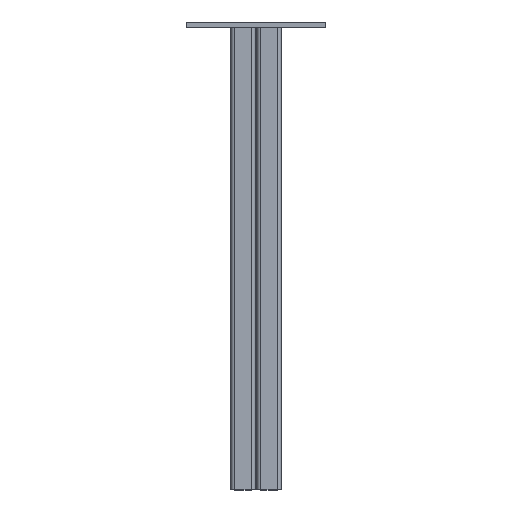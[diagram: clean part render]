
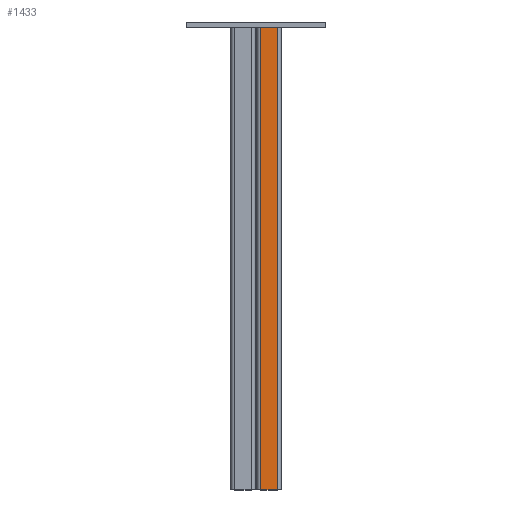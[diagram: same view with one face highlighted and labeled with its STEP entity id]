
A CAD part, top view. The second image highlights one B-rep face of the part: STEP entity #1433.
In plain terms, the highlighted planar face has unit normal (0, 0, 1).
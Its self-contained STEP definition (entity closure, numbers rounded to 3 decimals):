
#2 = DIRECTION ( 'NONE',  ( 1., 0., 0. ) ) ;
#6 = DIRECTION ( 'NONE',  ( 0., 0., -1. ) ) ;
#185 = ORIENTED_EDGE ( 'NONE', *, *, #7986, .F. ) ;
#360 = CARTESIAN_POINT ( 'NONE',  ( 1., -6., 24. ) ) ;
#1098 = VECTOR ( 'NONE', #1453, 1000. ) ;
#1433 = ADVANCED_FACE ( 'NONE', ( #4803 ), #2447, .F. ) ;
#1453 = DIRECTION ( 'NONE',  ( 0., -1., 0. ) ) ;
#1457 = CARTESIAN_POINT ( 'NONE',  ( 1., -501., 24. ) ) ;
#1691 = DIRECTION ( 'NONE',  ( 0., 1., 0. ) ) ;
#2093 = VECTOR ( 'NONE', #4906, 1000. ) ;
#2103 = VECTOR ( 'NONE', #2191, 1000. ) ;
#2191 = DIRECTION ( 'NONE',  ( 1., 0., 0. ) ) ;
#2447 = PLANE ( 'NONE',  #6380 ) ;
#2574 = EDGE_CURVE ( 'NONE', #3758, #8019, #4356, .T. ) ;
#3007 = LINE ( 'NONE', #6509, #1098 ) ;
#3324 = EDGE_CURVE ( 'NONE', #5660, #5016, #6527, .T. ) ;
#3758 = VERTEX_POINT ( 'NONE', #5413 ) ;
#3915 = LINE ( 'NONE', #6928, #2093 ) ;
#4356 = LINE ( 'NONE', #1457, #2103 ) ;
#4713 = VECTOR ( 'NONE', #2, 1000. ) ;
#4803 = FACE_OUTER_BOUND ( 'NONE', #4947, .T. ) ;
#4906 = DIRECTION ( 'NONE',  ( 0., -1., 0. ) ) ;
#4911 = ORIENTED_EDGE ( 'NONE', *, *, #3324, .F. ) ;
#4942 = CARTESIAN_POINT ( 'NONE',  ( 23., -501., 24. ) ) ;
#4947 = EDGE_LOOP ( 'NONE', ( #8798, #185, #4911, #8331 ) ) ;
#5016 = VERTEX_POINT ( 'NONE', #7013 ) ;
#5332 = CARTESIAN_POINT ( 'NONE',  ( 5., -6., 24. ) ) ;
#5413 = CARTESIAN_POINT ( 'NONE',  ( 5., -501., 24. ) ) ;
#5660 = VERTEX_POINT ( 'NONE', #5332 ) ;
#6204 = CARTESIAN_POINT ( 'NONE',  ( 1., -6., 24. ) ) ;
#6380 = AXIS2_PLACEMENT_3D ( 'NONE', #360, #6, #1691 ) ;
#6509 = CARTESIAN_POINT ( 'NONE',  ( 5., -6., 24. ) ) ;
#6527 = LINE ( 'NONE', #6204, #4713 ) ;
#6928 = CARTESIAN_POINT ( 'NONE',  ( 23., -6., 24. ) ) ;
#7013 = CARTESIAN_POINT ( 'NONE',  ( 23., -6., 24. ) ) ;
#7162 = EDGE_CURVE ( 'NONE', #5660, #3758, #3007, .T. ) ;
#7986 = EDGE_CURVE ( 'NONE', #5016, #8019, #3915, .T. ) ;
#8019 = VERTEX_POINT ( 'NONE', #4942 ) ;
#8331 = ORIENTED_EDGE ( 'NONE', *, *, #7162, .T. ) ;
#8798 = ORIENTED_EDGE ( 'NONE', *, *, #2574, .T. ) ;
